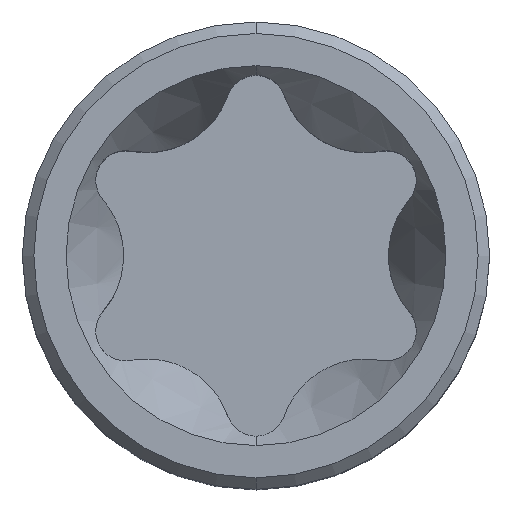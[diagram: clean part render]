
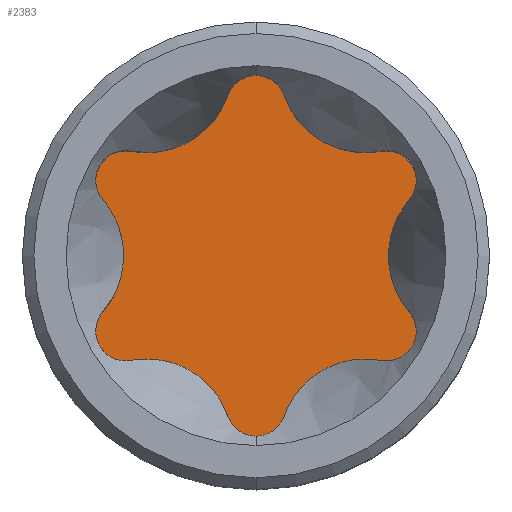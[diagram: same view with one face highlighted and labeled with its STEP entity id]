
A CAD part, top view. The second image highlights one B-rep face of the part: STEP entity #2383.
In plain terms, the highlighted planar face has unit normal (0, 0, 1).
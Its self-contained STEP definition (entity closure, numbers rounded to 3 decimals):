
#964=CARTESIAN_POINT('',(0.,-3.933,43.));
#965=DIRECTION('',(0.,0.,1.));
#966=DIRECTION('',(-0.942,-0.336,0.));
#967=AXIS2_PLACEMENT_3D('',#964,#965,#966);
#969=CARTESIAN_POINT('',(-2.86,-4.954,43.));
#970=DIRECTION('',(0.,0.,-1.));
#971=DIRECTION('',(-0.18,0.984,0.));
#972=AXIS2_PLACEMENT_3D('',#969,#970,#971);
#974=CARTESIAN_POINT('',(-3.407,-1.967,43.));
#975=DIRECTION('',(0.,0.,1.));
#976=DIRECTION('',(-0.762,0.648,0.));
#977=AXIS2_PLACEMENT_3D('',#974,#975,#976);
#979=CARTESIAN_POINT('',(-5.72,0.,43.));
#980=DIRECTION('',(0.,0.,-1.));
#981=DIRECTION('',(0.762,0.648,0.));
#982=AXIS2_PLACEMENT_3D('',#979,#980,#981);
#984=CARTESIAN_POINT('',(-3.407,1.967,43.));
#985=DIRECTION('',(0.,0.,1.));
#986=DIRECTION('',(0.18,0.984,0.));
#987=AXIS2_PLACEMENT_3D('',#984,#985,#986);
#989=CARTESIAN_POINT('',(-2.86,4.954,43.));
#990=DIRECTION('',(0.,0.,-1.));
#991=DIRECTION('',(0.942,-0.336,0.));
#992=AXIS2_PLACEMENT_3D('',#989,#990,#991);
#994=CARTESIAN_POINT('',(0.,3.933,43.));
#995=DIRECTION('',(0.,0.,1.));
#996=DIRECTION('',(0.942,0.336,0.));
#997=AXIS2_PLACEMENT_3D('',#994,#995,#996);
#999=CARTESIAN_POINT('',(2.86,4.954,43.));
#1000=DIRECTION('',(0.,0.,-1.));
#1001=DIRECTION('',(0.18,-0.984,0.));
#1002=AXIS2_PLACEMENT_3D('',#999,#1000,#1001);
#1004=CARTESIAN_POINT('',(3.407,1.967,43.));
#1005=DIRECTION('',(0.,0.,1.));
#1006=DIRECTION('',(0.762,-0.648,0.));
#1007=AXIS2_PLACEMENT_3D('',#1004,#1005,#1006);
#1009=CARTESIAN_POINT('',(5.72,0.,43.));
#1010=DIRECTION('',(0.,0.,-1.));
#1011=DIRECTION('',(-0.762,-0.648,0.));
#1012=AXIS2_PLACEMENT_3D('',#1009,#1010,#1011);
#1014=CARTESIAN_POINT('',(3.407,-1.967,43.));
#1015=DIRECTION('',(0.,0.,1.));
#1016=DIRECTION('',(-0.18,-0.984,0.));
#1017=AXIS2_PLACEMENT_3D('',#1014,#1015,#1016);
#1019=CARTESIAN_POINT('',(2.86,-4.954,43.));
#1020=DIRECTION('',(0.,0.,-1.));
#1021=DIRECTION('',(-0.942,0.336,0.));
#1022=AXIS2_PLACEMENT_3D('',#1019,#1020,#1021);
#1262=CARTESIAN_POINT('',(-0.731,-4.194,43.));
#1263=CARTESIAN_POINT('',(0.731,-4.194,43.));
#1264=VERTEX_POINT('',#1262);
#1265=VERTEX_POINT('',#1263);
#1266=CARTESIAN_POINT('',(3.267,-2.731,43.));
#1267=VERTEX_POINT('',#1266);
#1268=CARTESIAN_POINT('',(3.998,-1.464,43.));
#1269=VERTEX_POINT('',#1268);
#1270=CARTESIAN_POINT('',(3.998,1.464,43.));
#1271=VERTEX_POINT('',#1270);
#1272=CARTESIAN_POINT('',(3.267,2.731,43.));
#1273=VERTEX_POINT('',#1272);
#1274=CARTESIAN_POINT('',(0.731,4.194,43.));
#1275=VERTEX_POINT('',#1274);
#1276=CARTESIAN_POINT('',(-0.731,4.194,43.));
#1277=VERTEX_POINT('',#1276);
#1278=CARTESIAN_POINT('',(-3.267,2.731,43.));
#1279=VERTEX_POINT('',#1278);
#1280=CARTESIAN_POINT('',(-3.998,1.464,43.));
#1281=VERTEX_POINT('',#1280);
#1282=CARTESIAN_POINT('',(-3.998,-1.464,43.));
#1283=VERTEX_POINT('',#1282);
#1284=CARTESIAN_POINT('',(-3.267,-2.731,43.));
#1285=VERTEX_POINT('',#1284);
#2364=CARTESIAN_POINT('',(0.,0.,43.));
#2365=DIRECTION('',(0.,0.,1.));
#2366=DIRECTION('',(-1.,0.,0.));
#2367=AXIS2_PLACEMENT_3D('',#2364,#2365,#2366);
#2368=PLANE('',#2367);
#2369=ORIENTED_EDGE('',*,*,#2289,.F.);
#2370=ORIENTED_EDGE('',*,*,#2303,.F.);
#2371=ORIENTED_EDGE('',*,*,#2317,.F.);
#2372=ORIENTED_EDGE('',*,*,#2331,.F.);
#2373=ORIENTED_EDGE('',*,*,#2345,.F.);
#2374=ORIENTED_EDGE('',*,*,#2358,.F.);
#2375=ORIENTED_EDGE('',*,*,#2202,.F.);
#2376=ORIENTED_EDGE('',*,*,#2218,.F.);
#2377=ORIENTED_EDGE('',*,*,#2232,.F.);
#2378=ORIENTED_EDGE('',*,*,#2246,.F.);
#2379=ORIENTED_EDGE('',*,*,#2260,.F.);
#2380=ORIENTED_EDGE('',*,*,#2274,.F.);
#2381=EDGE_LOOP('',(#2369,#2370,#2371,#2372,#2373,#2374,#2375,#2376,#2377,#2378,
#2379,#2380));
#2382=FACE_OUTER_BOUND('',#2381,.F.);
#2383=ADVANCED_FACE('',(#2382),#2368,.T.);
#968=CIRCLE('',#967,0.777);
#973=CIRCLE('',#972,2.26);
#978=CIRCLE('',#977,0.777);
#983=CIRCLE('',#982,2.26);
#988=CIRCLE('',#987,0.777);
#993=CIRCLE('',#992,2.26);
#998=CIRCLE('',#997,0.777);
#1003=CIRCLE('',#1002,2.26);
#1008=CIRCLE('',#1007,0.777);
#1013=CIRCLE('',#1012,2.26);
#1018=CIRCLE('',#1017,0.777);
#1023=CIRCLE('',#1022,2.26);
#2202=EDGE_CURVE('',#1275,#1277,#998,.T.);
#2218=EDGE_CURVE('',#1273,#1275,#1003,.T.);
#2232=EDGE_CURVE('',#1271,#1273,#1008,.T.);
#2246=EDGE_CURVE('',#1269,#1271,#1013,.T.);
#2260=EDGE_CURVE('',#1267,#1269,#1018,.T.);
#2274=EDGE_CURVE('',#1265,#1267,#1023,.T.);
#2289=EDGE_CURVE('',#1264,#1265,#968,.T.);
#2303=EDGE_CURVE('',#1285,#1264,#973,.T.);
#2317=EDGE_CURVE('',#1283,#1285,#978,.T.);
#2331=EDGE_CURVE('',#1281,#1283,#983,.T.);
#2345=EDGE_CURVE('',#1279,#1281,#988,.T.);
#2358=EDGE_CURVE('',#1277,#1279,#993,.T.);
